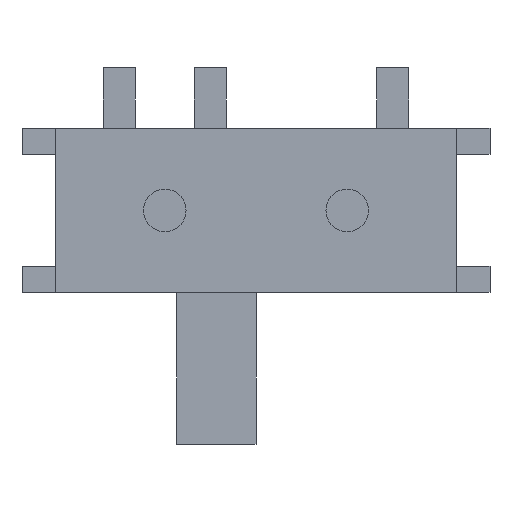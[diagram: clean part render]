
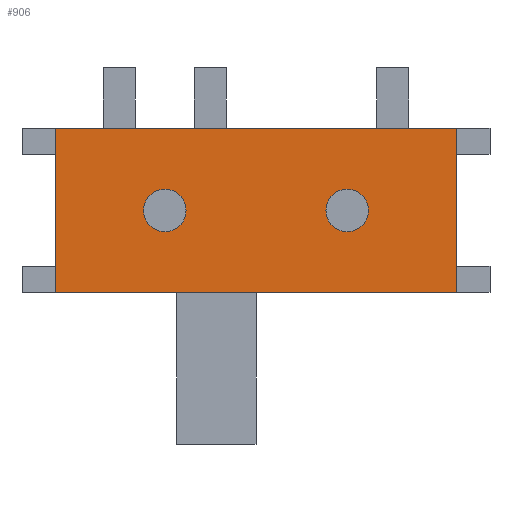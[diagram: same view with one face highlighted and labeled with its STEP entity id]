
A CAD part, front view. The second image highlights one B-rep face of the part: STEP entity #906.
In plain terms, the highlighted planar face has unit normal (0, -1, 0).
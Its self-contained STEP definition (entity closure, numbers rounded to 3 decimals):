
#60=FACE_OUTER_BOUND('',#122,.T.);
#122=EDGE_LOOP('',(#651,#652,#653,#654));
#189=LINE('',#1349,#301);
#193=LINE('',#1361,#305);
#195=LINE('',#1364,#307);
#196=LINE('',#1366,#308);
#301=VECTOR('',#1091,10.);
#305=VECTOR('',#1103,10.);
#307=VECTOR('',#1107,10.);
#308=VECTOR('',#1110,10.);
#409=VERTEX_POINT('',#1346);
#410=VERTEX_POINT('',#1348);
#413=VERTEX_POINT('',#1358);
#414=VERTEX_POINT('',#1360);
#495=EDGE_CURVE('',#409,#410,#189,.T.);
#501=EDGE_CURVE('',#413,#414,#193,.T.);
#503=EDGE_CURVE('',#410,#413,#195,.T.);
#504=EDGE_CURVE('',#414,#409,#196,.T.);
#651=ORIENTED_EDGE('',*,*,#501,.F.);
#652=ORIENTED_EDGE('',*,*,#503,.F.);
#653=ORIENTED_EDGE('',*,*,#495,.F.);
#654=ORIENTED_EDGE('',*,*,#504,.F.);
#846=PLANE('',#996);
#906=ADVANCED_FACE('',(#60),#846,.F.);
#996=AXIS2_PLACEMENT_3D('',#1367,#1111,#1112);
#1091=DIRECTION('',(-1.,0.,0.));
#1103=DIRECTION('',(1.,0.,0.));
#1107=DIRECTION('',(0.,0.,1.));
#1110=DIRECTION('',(0.,0.,-1.));
#1111=DIRECTION('center_axis',(0.,1.,0.));
#1112=DIRECTION('ref_axis',(1.,0.,0.));
#1346=CARTESIAN_POINT('',(6.6,0.,-2.7));
#1348=CARTESIAN_POINT('',(0.,0.,-2.7));
#1349=CARTESIAN_POINT('',(6.6,0.,-2.7));
#1358=CARTESIAN_POINT('',(0.,0.,0.));
#1360=CARTESIAN_POINT('',(6.6,0.,0.));
#1361=CARTESIAN_POINT('',(0.,0.,0.));
#1364=CARTESIAN_POINT('',(0.,0.,-2.7));
#1366=CARTESIAN_POINT('',(6.6,0.,0.));
#1367=CARTESIAN_POINT('Origin',(3.3,0.,-1.35));
